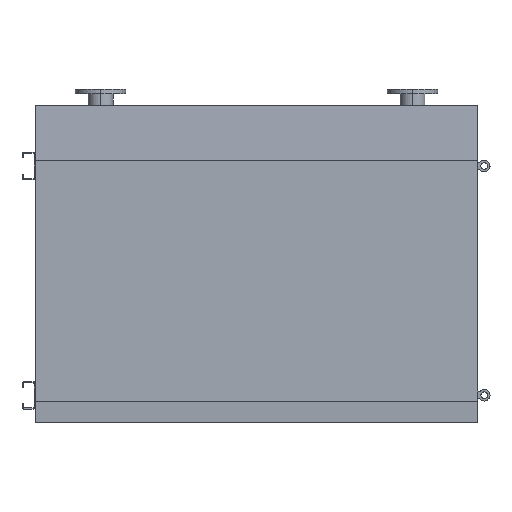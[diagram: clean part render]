
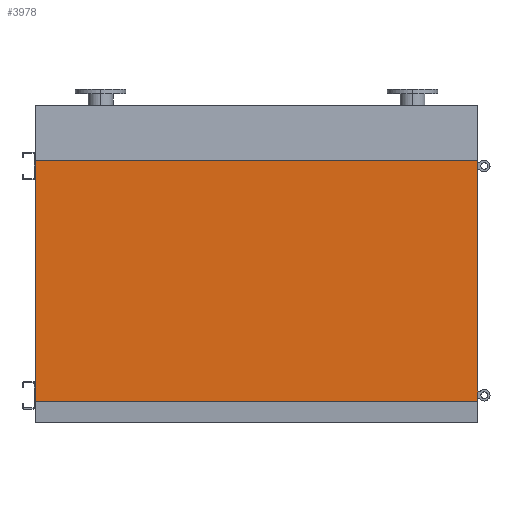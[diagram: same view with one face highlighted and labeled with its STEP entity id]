
A CAD part, front view. The second image highlights one B-rep face of the part: STEP entity #3978.
In plain terms, the highlighted planar face has unit normal (0, -1, 0).
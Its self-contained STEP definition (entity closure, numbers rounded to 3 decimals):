
#242 = AXIS2_PLACEMENT_3D ( 'NONE', #4287, #3707, #2660 ) ;
#281 = PLANE ( 'NONE',  #242 ) ;
#445 = CARTESIAN_POINT ( 'NONE',  ( -965., 0., -1050. ) ) ;
#520 = EDGE_CURVE ( 'NONE', #1494, #6780, #5981, .T. ) ;
#762 = LINE ( 'NONE', #6800, #4219 ) ;
#1097 = ORIENTED_EDGE ( 'NONE', *, *, #520, .T. ) ;
#1205 = VECTOR ( 'NONE', #5954, 1000. ) ;
#1494 = VERTEX_POINT ( 'NONE', #5078 ) ;
#1539 = CARTESIAN_POINT ( 'NONE',  ( -965., 0., 0. ) ) ;
#2045 = DIRECTION ( 'NONE',  ( 0., 0., 1. ) ) ;
#2322 = EDGE_CURVE ( 'NONE', #5545, #4857, #2605, .T. ) ;
#2503 = EDGE_LOOP ( 'NONE', ( #7177, #3444, #6245, #1097 ) ) ;
#2573 = CARTESIAN_POINT ( 'NONE',  ( -965., 0., -1050. ) ) ;
#2605 = LINE ( 'NONE', #445, #5699 ) ;
#2660 = DIRECTION ( 'NONE',  ( 0., 0., -1. ) ) ;
#3001 = CARTESIAN_POINT ( 'NONE',  ( 965., 0., 0. ) ) ;
#3290 = CARTESIAN_POINT ( 'NONE',  ( 965., 0., -1050. ) ) ;
#3444 = ORIENTED_EDGE ( 'NONE', *, *, #2322, .F. ) ;
#3707 = DIRECTION ( 'NONE',  ( 0., -1., 0. ) ) ;
#3910 = CARTESIAN_POINT ( 'NONE',  ( -965., 0., -1050. ) ) ;
#3929 = VECTOR ( 'NONE', #2045, 1000. ) ;
#3978 = ADVANCED_FACE ( 'NONE', ( #4763 ), #281, .T. ) ;
#4219 = VECTOR ( 'NONE', #4615, 1000. ) ;
#4265 = DIRECTION ( 'NONE',  ( 0., 0., 1. ) ) ;
#4287 = CARTESIAN_POINT ( 'NONE',  ( -965., 0., -1050. ) ) ;
#4615 = DIRECTION ( 'NONE',  ( 1., 0., 0. ) ) ;
#4763 = FACE_OUTER_BOUND ( 'NONE', #2503, .T. ) ;
#4857 = VERTEX_POINT ( 'NONE', #1539 ) ;
#4995 = EDGE_CURVE ( 'NONE', #4857, #6780, #762, .T. ) ;
#5078 = CARTESIAN_POINT ( 'NONE',  ( 965., 0., -1050. ) ) ;
#5293 = LINE ( 'NONE', #2573, #1205 ) ;
#5545 = VERTEX_POINT ( 'NONE', #3910 ) ;
#5699 = VECTOR ( 'NONE', #4265, 1000. ) ;
#5954 = DIRECTION ( 'NONE',  ( 1., 0., 0. ) ) ;
#5981 = LINE ( 'NONE', #3290, #3929 ) ;
#6245 = ORIENTED_EDGE ( 'NONE', *, *, #6959, .T. ) ;
#6780 = VERTEX_POINT ( 'NONE', #3001 ) ;
#6800 = CARTESIAN_POINT ( 'NONE',  ( -965., 0., 0. ) ) ;
#6959 = EDGE_CURVE ( 'NONE', #5545, #1494, #5293, .T. ) ;
#7177 = ORIENTED_EDGE ( 'NONE', *, *, #4995, .F. ) ;
